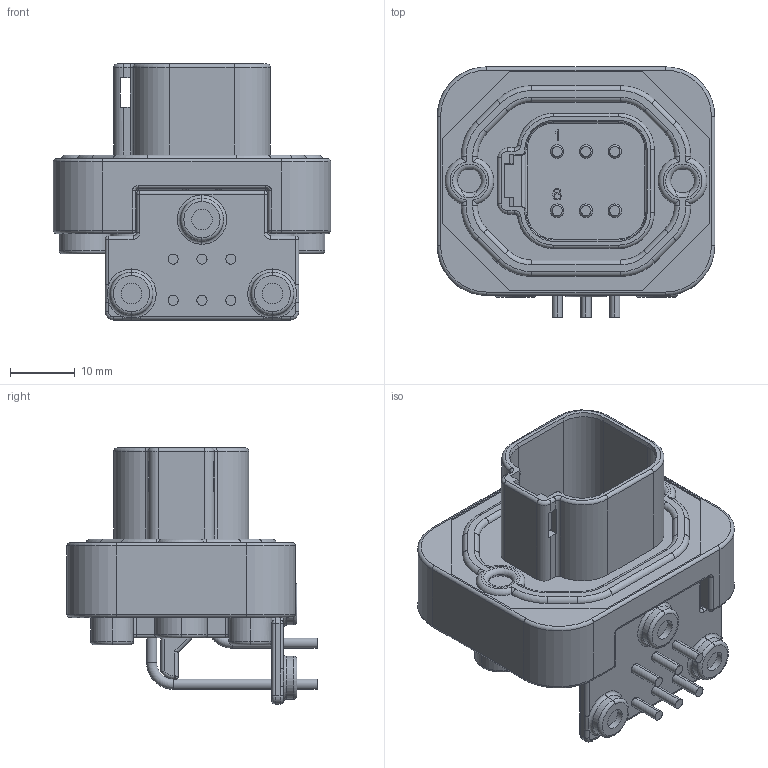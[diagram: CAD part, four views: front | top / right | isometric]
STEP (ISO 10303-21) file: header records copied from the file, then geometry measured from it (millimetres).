
FILE_DESCRIPTION((''),'2;1');
FILE_NAME('C-DT13-6P','2014-06-19T',('workeradm'),('Tyco Electronics Ltd.'),'PRO/ENGINEER BY PARAMETRIC TECHNOLOGY CORPORATION, 2013050','PRO/ENGINEER BY PARAMETRIC TECHNOLOGY CORPORATION, 2013050','');
FILE_SCHEMA(('AUTOMOTIVE_DESIGN { 1 0 10303 214 1 1 1 1 }'));
Length unit declared in the file: millimetre
Products named in the file (1): C-DT13-6P
Bounding box: 42.8 x 38.58 x 39.5 mm (x, y, z)
Volume: 19667.3 mm3; surface area: 10138.8 mm2
Topology: 1 solids, 1 shells, 593 faces, 1447 edges, 891 vertices
Faces by surface type: cylinder 231, plane 204, torus 104, bspline 24, cone 16, sphere 14
Entity records: 21307 total; most frequent: CARTESIAN_POINT 6950, DIRECTION 3120, ORIENTED_EDGE 2894, EDGE_CURVE 1447, AXIS2_PLACEMENT_3D 1198, VERTEX_POINT 891, VECTOR 724, LINE 724
